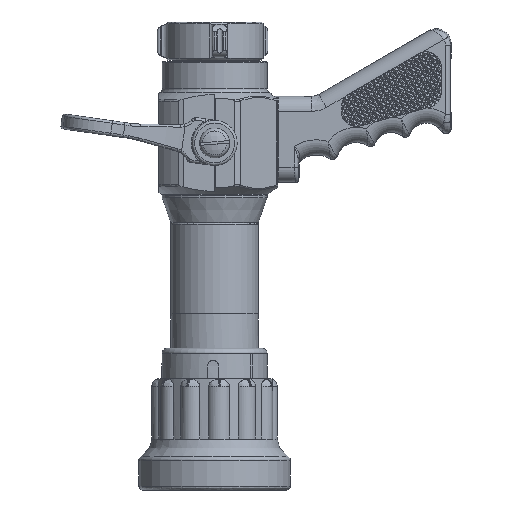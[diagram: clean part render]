
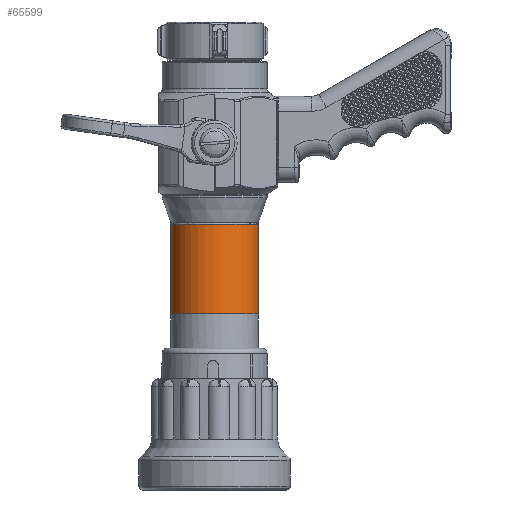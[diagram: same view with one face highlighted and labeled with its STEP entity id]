
A CAD part, left-side view. The second image highlights one B-rep face of the part: STEP entity #65599.
In plain terms, the highlighted cylindrical face has radius 27.953 mm (diameter 55.905 mm), a partial arc.
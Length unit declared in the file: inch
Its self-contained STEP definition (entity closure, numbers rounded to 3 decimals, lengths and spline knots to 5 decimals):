
#2308 = AXIS2_PLACEMENT_3D ( 'NONE', #60928, #10832, #69382 ) ;
#2593 = DIRECTION ( 'NONE',  ( 0., 0., -1. ) ) ;
#2649 = ORIENTED_EDGE ( 'NONE', *, *, #78326, .F. ) ;
#8016 = CARTESIAN_POINT ( 'NONE',  ( 1.02454, -0.40177, -0.562 ) ) ;
#8183 = DIRECTION ( 'NONE',  ( -0.378, -0.926, 0. ) ) ;
#9712 = VECTOR ( 'NONE', #12540, 39.37008 ) ;
#10832 = DIRECTION ( 'NONE',  ( 0., 0., -1. ) ) ;
#12540 = DIRECTION ( 'NONE',  ( 0., 0., 1. ) ) ;
#19887 = ORIENTED_EDGE ( 'NONE', *, *, #43600, .F. ) ;
#33198 = ORIENTED_EDGE ( 'NONE', *, *, #88895, .F. ) ;
#33475 = FACE_OUTER_BOUND ( 'NONE', #69302, .T. ) ;
#34704 = EDGE_CURVE ( 'NONE', #69211, #56184, #81043, .T. ) ;
#34754 = DIRECTION ( 'NONE',  ( 0., 0., 1. ) ) ;
#36538 = VECTOR ( 'NONE', #2593, 39.37008 ) ;
#41407 = CARTESIAN_POINT ( 'NONE',  ( 1.02454, -0.40177, -2.812 ) ) ;
#43600 = EDGE_CURVE ( 'NONE', #87152, #69211, #77853, .T. ) ;
#56184 = VERTEX_POINT ( 'NONE', #79289 ) ;
#59046 = VERTEX_POINT ( 'NONE', #41407 ) ;
#60928 = CARTESIAN_POINT ( 'NONE',  ( 0., 0., -2.812 ) ) ;
#64878 = CYLINDRICAL_SURFACE ( 'NONE', #81192, 1.1005 ) ;
#65599 = ADVANCED_FACE ( 'NONE', ( #33475 ), #64878, .T. ) ;
#66345 = CARTESIAN_POINT ( 'NONE',  ( 0., 0., 6.66069 ) ) ;
#68890 = ORIENTED_EDGE ( 'NONE', *, *, #34704, .F. ) ;
#69211 = VERTEX_POINT ( 'NONE', #77813 ) ;
#69302 = EDGE_LOOP ( 'NONE', ( #68890, #19887, #2649, #33198 ) ) ;
#69382 = DIRECTION ( 'NONE',  ( -0.378, -0.926, 0. ) ) ;
#71219 = LINE ( 'NONE', #79476, #9712 ) ;
#74731 = DIRECTION ( 'NONE',  ( 0., 0., -1. ) ) ;
#77813 = CARTESIAN_POINT ( 'NONE',  ( 1.01334, -0.42922, -0.562 ) ) ;
#77853 = CIRCLE ( 'NONE', #89752, 1.1005 ) ;
#78326 = EDGE_CURVE ( 'NONE', #59046, #87152, #71219, .T. ) ;
#79289 = CARTESIAN_POINT ( 'NONE',  ( 1.01334, -0.42922, -2.812 ) ) ;
#79476 = CARTESIAN_POINT ( 'NONE',  ( 1.02454, -0.40177, 6.66069 ) ) ;
#81043 = LINE ( 'NONE', #102679, #36538 ) ;
#81192 = AXIS2_PLACEMENT_3D ( 'NONE', #66345, #74731, #8183 ) ;
#84908 = CARTESIAN_POINT ( 'NONE',  ( 0., 0., -0.562 ) ) ;
#87152 = VERTEX_POINT ( 'NONE', #8016 ) ;
#88895 = EDGE_CURVE ( 'NONE', #56184, #59046, #91546, .T. ) ;
#89752 = AXIS2_PLACEMENT_3D ( 'NONE', #84908, #34754, #93304 ) ;
#91546 = CIRCLE ( 'NONE', #2308, 1.1005 ) ;
#93304 = DIRECTION ( 'NONE',  ( -0.378, -0.926, 0. ) ) ;
#102679 = CARTESIAN_POINT ( 'NONE',  ( 1.01334, -0.42922, 6.66069 ) ) ;
